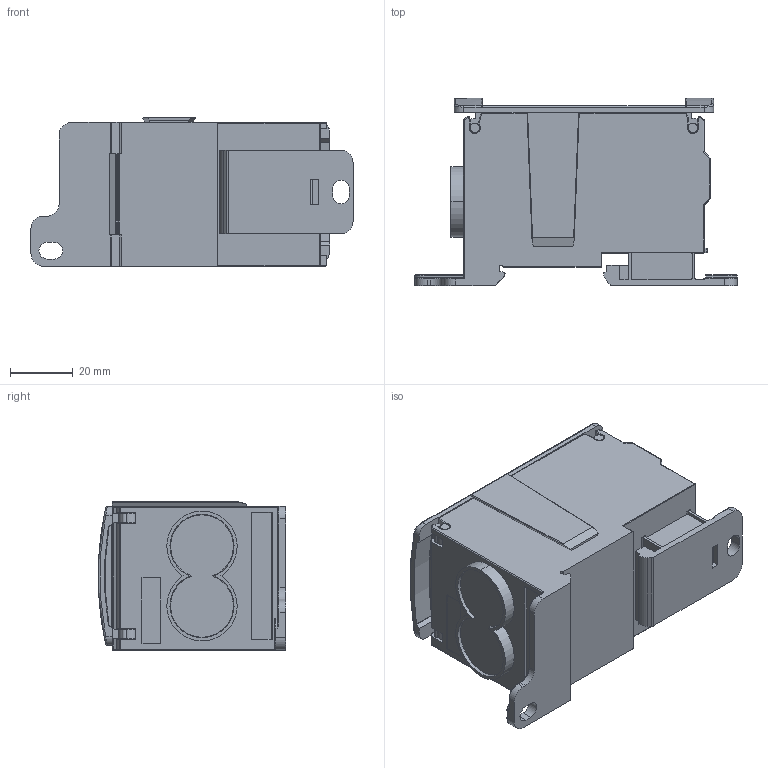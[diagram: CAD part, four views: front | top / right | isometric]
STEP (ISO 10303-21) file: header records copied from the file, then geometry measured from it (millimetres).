
FILE_DESCRIPTION (( 'STEP AP203' ), '1' );
FILE_NAME ('GPB2-400P1-12L.step', '2024-08-05T18:19:07', ( '' ), ( '' ), 'SwSTEP 2.0', 'SolidWorks 2023', '' );
FILE_SCHEMA (( 'CONFIG_CONTROL_DESIGN' ));
Length unit declared in the file: inch
Products named in the file (1): GPB2-400P1-12L
Bounding box: 103 x 60 x 47.5 mm (x, y, z)
Volume: 186998 mm3; surface area: 27870.4 mm2
Topology: 1 solids, 1 shells, 645 faces, 1681 edges, 1029 vertices
Faces by surface type: cylinder 287, plane 218, bspline 131, torus 6, cone 3
Entity records: 23972 total; most frequent: CARTESIAN_POINT 8788, ORIENTED_EDGE 3328, DIRECTION 3046, EDGE_CURVE 1664, AXIS2_PLACEMENT_3D 1085, VERTEX_POINT 1029, LINE 876, VECTOR 876
